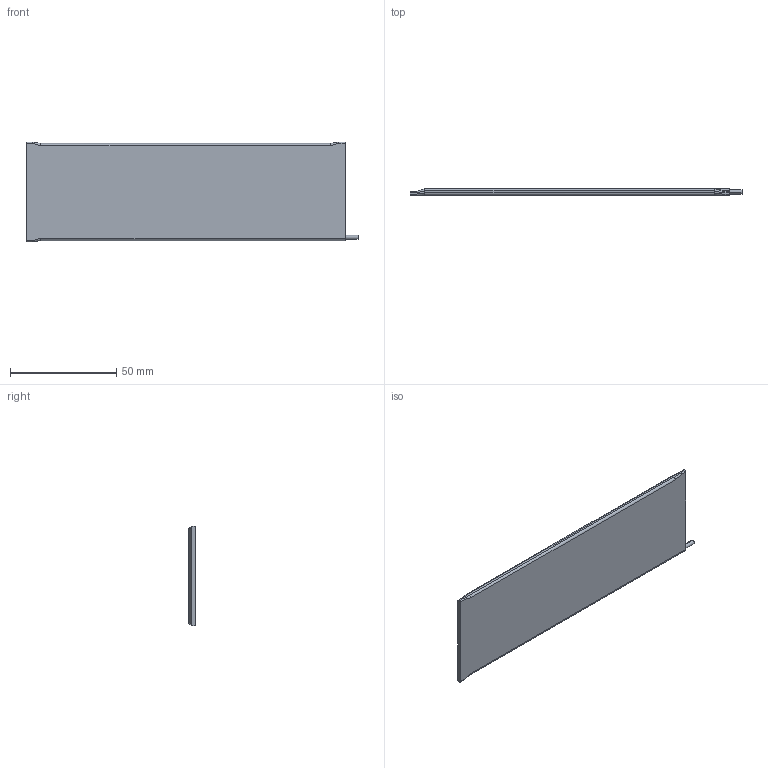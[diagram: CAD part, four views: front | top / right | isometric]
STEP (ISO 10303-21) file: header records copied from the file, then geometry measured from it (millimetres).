
FILE_DESCRIPTION (( 'STEP AP214' ), '1' );
FILE_NAME ('CELSIA_W46.8L150.0T3.0.STEP', '2025-11-14T10:33:23', ( '' ), ( '' ), 'SwSTEP 2.0', 'SolidWorks 2023', '' );
FILE_SCHEMA (( 'AUTOMOTIVE_DESIGN' ));
Length unit declared in the file: millimetre
Products named in the file (1): CELSIA_W46.8L150.0T3.0
Bounding box: 156 x 3 x 46.8 mm (x, y, z)
Volume: 19817 mm3; surface area: 14574 mm2
Topology: 1 solids, 1 shells, 278 faces, 717 edges, 472 vertices
Faces by surface type: plane 146, bspline 118, cylinder 14
Entity records: 14824 total; most frequent: CARTESIAN_POINT 8825, ORIENTED_EDGE 1434, DIRECTION 820, EDGE_CURVE 717, VERTEX_POINT 472, VECTOR 462, LINE 462, EDGE_LOOP 309
